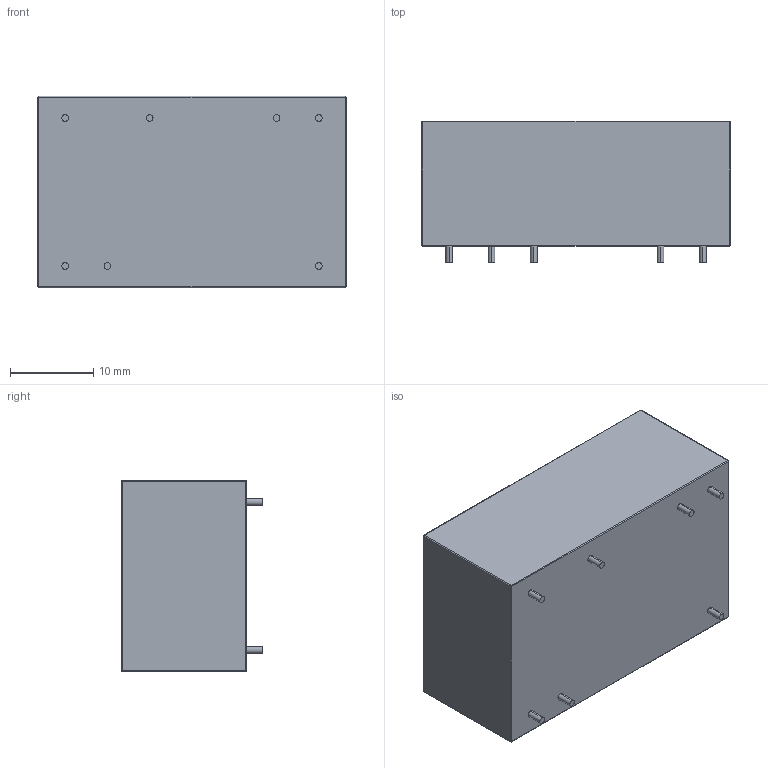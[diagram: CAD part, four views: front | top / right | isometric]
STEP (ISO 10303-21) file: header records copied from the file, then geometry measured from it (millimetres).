
FILE_DESCRIPTION (( 'STEP AP214' ), '1' );
FILE_NAME ('×°ÅäÌå4.STEP', '2014-02-13T07:32:30', ( 'BT_YANFB_XUJUNRAN' ), ( '' ), 'SwSTEP 2.0', 'SolidWorks 2010', '' );
FILE_SCHEMA (( 'AUTOMOTIVE_DESIGN' ));
Length unit declared in the file: millimetre
Products named in the file (3): 錨璃3; 蚾饜极4; 錨璃4
Assembly tree (2 placements, depth 2):
  蚾饜极4
    錨璃3
    錨璃4
Bounding box: 37 x 17.01 x 23 mm (x, y, z)
Volume: 12771.6 mm3; surface area: 3533 mm2
Topology: 8 solids, 8 shells, 288 faces, 743 edges, 482 vertices
Faces by surface type: bspline 173, plane 81, cylinder 26, sphere 8
Entity records: 22903 total; most frequent: CARTESIAN_POINT 13753, ORIENTED_EDGE 1470, EDGE_CURVE 735, DIRECTION 681, VERTEX_POINT 482, B_SPLINE_CURVE_WITH_KNOTS 346, VECTOR 337, LINE 337
